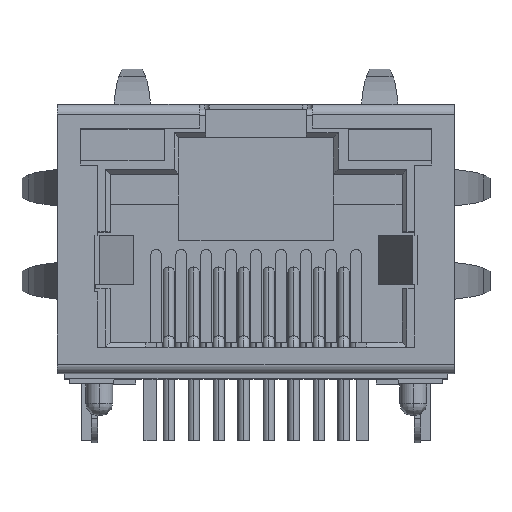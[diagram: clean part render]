
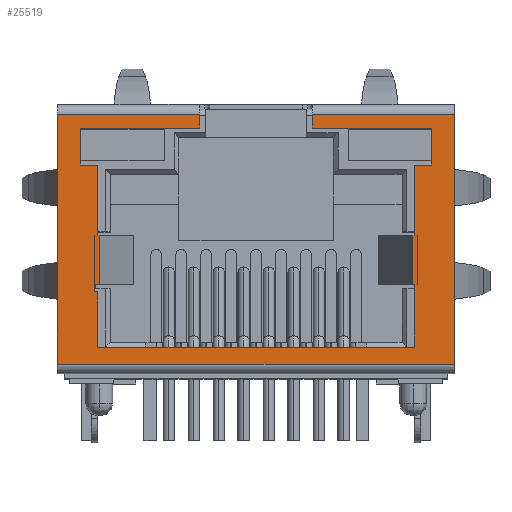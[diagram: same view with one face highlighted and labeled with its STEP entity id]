
A CAD part, top view. The second image highlights one B-rep face of the part: STEP entity #25519.
In plain terms, the highlighted planar face has unit normal (0, 0, 1).
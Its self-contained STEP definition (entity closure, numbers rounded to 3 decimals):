
#20493=DIRECTION('',(0.,-1.,0.));
#20494=VECTOR('',#20493,10.2);
#20495=CARTESIAN_POINT('',(280.782,58.602,-0.2));
#20496=LINE('',#20495,#20494);
#20850=DIRECTION('',(1.,0.,0.));
#20851=VECTOR('',#20850,4.869);
#20852=CARTESIAN_POINT('',(265.513,58.034,-0.2));
#20853=LINE('',#20852,#20851);
#20862=DIRECTION('',(0.,-1.,0.));
#20863=VECTOR('',#20862,1.506);
#20864=CARTESIAN_POINT('',(265.513,58.034,-0.2));
#20865=LINE('',#20864,#20863);
#20866=DIRECTION('',(1.,0.,0.));
#20867=VECTOR('',#20866,0.719);
#20868=CARTESIAN_POINT('',(265.513,56.528,-0.2));
#20869=LINE('',#20868,#20867);
#20870=DIRECTION('',(0.,1.,0.));
#20871=VECTOR('',#20870,2.);
#20872=CARTESIAN_POINT('',(266.303,51.652,
-0.2));
#20873=LINE('',#20872,#20871);
#20874=DIRECTION('',(1.,0.,0.));
#20875=VECTOR('',#20874,0.221);
#20876=CARTESIAN_POINT('',(266.082,51.652,
-0.2));
#20877=LINE('',#20876,#20875);
#20878=DIRECTION('',(0.,1.,0.));
#20879=VECTOR('',#20878,0.306);
#20880=CARTESIAN_POINT('',(266.082,51.346,-0.2));
#20881=LINE('',#20880,#20879);
#20882=DIRECTION('',(-1.,0.,0.));
#20883=VECTOR('',#20882,0.15);
#20884=CARTESIAN_POINT('',(266.232,51.346,-0.2));
#20885=LINE('',#20884,#20883);
#20886=DIRECTION('',(0.,-1.,0.));
#20887=VECTOR('',#20886,2.557);
#20888=CARTESIAN_POINT('',(279.142,51.652,-0.2));
#20889=LINE('',#20888,#20887);
#20890=DIRECTION('',(1.,0.,0.));
#20891=VECTOR('',#20890,0.081);
#20892=CARTESIAN_POINT('',(279.061,51.652,
-0.2));
#20893=LINE('',#20892,#20891);
#20894=DIRECTION('',(0.,-1.,0.));
#20895=VECTOR('',#20894,2.875);
#20896=CARTESIAN_POINT('',(279.142,56.528,-0.2));
#20897=LINE('',#20896,#20895);
#20898=DIRECTION('',(1.,0.,0.));
#20899=VECTOR('',#20898,0.7);
#20900=CARTESIAN_POINT('',(279.142,56.528,-0.2));
#20901=LINE('',#20900,#20899);
#20902=DIRECTION('',(0.,1.,0.));
#20903=VECTOR('',#20902,1.506);
#20904=CARTESIAN_POINT('',(279.842,56.528,-0.2));
#20905=LINE('',#20904,#20903);
#20906=DIRECTION('',(0.,-1.,0.));
#20907=VECTOR('',#20906,10.2);
#20908=CARTESIAN_POINT('',(264.582,58.602,-0.2));
#20909=LINE('',#20908,#20907);
#20922=DIRECTION('',(0.,-1.,0.));
#20923=VECTOR('',#20922,2.875);
#20924=CARTESIAN_POINT('',(266.232,56.528,-0.2));
#20925=LINE('',#20924,#20923);
#20938=DIRECTION('',(1.,0.,0.));
#20939=VECTOR('',#20938,0.071);
#20940=CARTESIAN_POINT('',(266.232,53.652,-0.2));
#20941=LINE('',#20940,#20939);
#20982=DIRECTION('',(0.,-1.,0.));
#20983=VECTOR('',#20982,2.25);
#20984=CARTESIAN_POINT('',(266.232,51.346,-0.2));
#20985=LINE('',#20984,#20983);
#20990=DIRECTION('',(1.,0.,0.));
#20991=VECTOR('',#20990,12.91);
#20992=CARTESIAN_POINT('',(266.232,49.096,-0.2));
#20993=LINE('',#20992,#20991);
#21066=DIRECTION('',(1.,0.,0.));
#21067=VECTOR('',#21066,0.081);
#21068=CARTESIAN_POINT('',(279.061,53.652,
-0.2));
#21069=LINE('',#21068,#21067);
#21094=DIRECTION('',(1.,0.,0.));
#21095=VECTOR('',#21094,4.86);
#21096=CARTESIAN_POINT('',(274.982,58.034,-0.2));
#21097=LINE('',#21096,#21095);
#21128=DIRECTION('',(0.,1.,0.));
#21129=VECTOR('',#21128,0.568);
#21130=CARTESIAN_POINT('',(274.982,58.034,-0.2));
#21131=LINE('',#21130,#21129);
#21667=DIRECTION('',(1.,0.,0.));
#21668=VECTOR('',#21667,5.8);
#21669=CARTESIAN_POINT('',(264.582,58.602,-0.2));
#21670=LINE('',#21669,#21668);
#21685=DIRECTION('',(0.,-1.,0.));
#21686=VECTOR('',#21685,0.568);
#21687=CARTESIAN_POINT('',(270.382,58.602,
-0.2));
#21688=LINE('',#21687,#21686);
#23517=DIRECTION('',(-1.,0.,0.));
#23518=VECTOR('',#23517,16.2);
#23519=CARTESIAN_POINT('',(280.782,48.402,-0.2));
#23520=LINE('',#23519,#23518);
#23565=DIRECTION('',(1.,0.,0.));
#23566=VECTOR('',#23565,5.8);
#23567=CARTESIAN_POINT('',(274.982,58.602,
-0.2));
#23568=LINE('',#23567,#23566);
#23623=DIRECTION('',(0.,1.,0.));
#23624=VECTOR('',#23623,2.);
#23625=CARTESIAN_POINT('',(279.061,51.652,
-0.2));
#23626=LINE('',#23625,#23624);
#23667=CARTESIAN_POINT('',(270.382,58.602,
-0.2));
#23668=CARTESIAN_POINT('',(270.382,58.034,-0.2));
#23669=VERTEX_POINT('',#23667);
#23670=VERTEX_POINT('',#23668);
#23671=CARTESIAN_POINT('',(264.582,58.602,-0.2));
#23672=VERTEX_POINT('',#23671);
#23673=CARTESIAN_POINT('',(264.582,48.402,-0.2));
#23674=VERTEX_POINT('',#23673);
#23675=CARTESIAN_POINT('',(280.782,48.402,-0.2));
#23676=VERTEX_POINT('',#23675);
#23677=CARTESIAN_POINT('',(280.782,58.602,-0.2));
#23678=VERTEX_POINT('',#23677);
#23679=CARTESIAN_POINT('',(274.982,58.602,
-0.2));
#23680=VERTEX_POINT('',#23679);
#23681=CARTESIAN_POINT('',(274.982,58.034,-0.2));
#23682=VERTEX_POINT('',#23681);
#23683=CARTESIAN_POINT('',(279.061,53.652,
-0.2));
#23684=CARTESIAN_POINT('',(279.142,53.652,-0.2));
#23685=VERTEX_POINT('',#23683);
#23686=VERTEX_POINT('',#23684);
#23687=CARTESIAN_POINT('',(279.061,51.652,
-0.2));
#23688=VERTEX_POINT('',#23687);
#23689=CARTESIAN_POINT('',(279.142,51.652,-0.2));
#23690=VERTEX_POINT('',#23689);
#23691=CARTESIAN_POINT('',(279.142,49.096,-0.2));
#23692=VERTEX_POINT('',#23691);
#23693=CARTESIAN_POINT('',(266.232,49.096,-0.2));
#23694=VERTEX_POINT('',#23693);
#23695=CARTESIAN_POINT('',(266.232,51.346,-0.2));
#23696=VERTEX_POINT('',#23695);
#23697=CARTESIAN_POINT('',(266.082,51.346,-0.2));
#23698=VERTEX_POINT('',#23697);
#23699=CARTESIAN_POINT('',(266.082,51.652,
-0.2));
#23700=VERTEX_POINT('',#23699);
#23701=CARTESIAN_POINT('',(266.303,51.652,
-0.2));
#23702=VERTEX_POINT('',#23701);
#23703=CARTESIAN_POINT('',(266.303,53.652,
-0.2));
#23704=VERTEX_POINT('',#23703);
#23705=CARTESIAN_POINT('',(266.232,53.652,-0.2));
#23706=VERTEX_POINT('',#23705);
#24300=CARTESIAN_POINT('',(265.513,58.034,-0.2));
#24301=CARTESIAN_POINT('',(265.513,56.528,-0.2));
#24302=VERTEX_POINT('',#24300);
#24303=VERTEX_POINT('',#24301);
#24304=CARTESIAN_POINT('',(266.232,56.528,-0.2));
#24305=VERTEX_POINT('',#24304);
#24306=CARTESIAN_POINT('',(279.142,56.528,-0.2));
#24307=CARTESIAN_POINT('',(279.842,56.528,-0.2));
#24308=VERTEX_POINT('',#24306);
#24309=VERTEX_POINT('',#24307);
#24310=CARTESIAN_POINT('',(279.842,58.034,-0.2));
#24311=VERTEX_POINT('',#24310);
#25463=CARTESIAN_POINT('',(264.258,48.198,-0.2));
#25464=DIRECTION('',(0.,0.,-1.));
#25465=DIRECTION('',(0.,1.,0.));
#25466=AXIS2_PLACEMENT_3D('',#25463,#25464,#25465);
#25467=PLANE('',#25466);
#25468=ORIENTED_EDGE('',*,*,#25442,.F.);
#25469=ORIENTED_EDGE('',*,*,#25454,.T.);
#25471=ORIENTED_EDGE('',*,*,#25470,.T.);
#25473=ORIENTED_EDGE('',*,*,#25472,.T.);
#25475=ORIENTED_EDGE('',*,*,#25474,.T.);
#25477=ORIENTED_EDGE('',*,*,#25476,.F.);
#25479=ORIENTED_EDGE('',*,*,#25478,.F.);
#25481=ORIENTED_EDGE('',*,*,#25480,.F.);
#25483=ORIENTED_EDGE('',*,*,#25482,.F.);
#25485=ORIENTED_EDGE('',*,*,#25484,.T.);
#25487=ORIENTED_EDGE('',*,*,#25486,.T.);
#25489=ORIENTED_EDGE('',*,*,#25488,.F.);
#25491=ORIENTED_EDGE('',*,*,#25490,.F.);
#25493=ORIENTED_EDGE('',*,*,#25492,.T.);
#25495=ORIENTED_EDGE('',*,*,#25494,.T.);
#25497=ORIENTED_EDGE('',*,*,#25496,.F.);
#25499=ORIENTED_EDGE('',*,*,#25498,.T.);
#25501=ORIENTED_EDGE('',*,*,#25500,.T.);
#25503=ORIENTED_EDGE('',*,*,#25502,.F.);
#25505=ORIENTED_EDGE('',*,*,#25504,.T.);
#25507=ORIENTED_EDGE('',*,*,#25506,.T.);
#25508=ORIENTED_EDGE('',*,*,#24887,.T.);
#25510=ORIENTED_EDGE('',*,*,#25509,.T.);
#25512=ORIENTED_EDGE('',*,*,#25511,.F.);
#25514=ORIENTED_EDGE('',*,*,#25513,.T.);
#25516=ORIENTED_EDGE('',*,*,#25515,.T.);
#25517=EDGE_LOOP('',(#25468,#25469,#25471,#25473,#25475,#25477,#25479,#25481,
#25483,#25485,#25487,#25489,#25491,#25493,#25495,#25497,#25499,#25501,#25503,
#25505,#25507,#25508,#25510,#25512,#25514,#25516));
#25518=FACE_OUTER_BOUND('',#25517,.F.);
#25519=ADVANCED_FACE('',(#25518),#25467,.F.);
#24887=EDGE_CURVE('',#23678,#23676,#20496,.T.);
#25442=EDGE_CURVE('',#24302,#23670,#20853,.T.);
#25454=EDGE_CURVE('',#24302,#24303,#20865,.T.);
#25470=EDGE_CURVE('',#24303,#24305,#20869,.T.);
#25472=EDGE_CURVE('',#24305,#23706,#20925,.T.);
#25474=EDGE_CURVE('',#23706,#23704,#20941,.T.);
#25476=EDGE_CURVE('',#23702,#23704,#20873,.T.);
#25478=EDGE_CURVE('',#23700,#23702,#20877,.T.);
#25480=EDGE_CURVE('',#23698,#23700,#20881,.T.);
#25482=EDGE_CURVE('',#23696,#23698,#20885,.T.);
#25484=EDGE_CURVE('',#23696,#23694,#20985,.T.);
#25486=EDGE_CURVE('',#23694,#23692,#20993,.T.);
#25488=EDGE_CURVE('',#23690,#23692,#20889,.T.);
#25490=EDGE_CURVE('',#23688,#23690,#20893,.T.);
#25492=EDGE_CURVE('',#23688,#23685,#23626,.T.);
#25494=EDGE_CURVE('',#23685,#23686,#21069,.T.);
#25496=EDGE_CURVE('',#24308,#23686,#20897,.T.);
#25498=EDGE_CURVE('',#24308,#24309,#20901,.T.);
#25500=EDGE_CURVE('',#24309,#24311,#20905,.T.);
#25502=EDGE_CURVE('',#23682,#24311,#21097,.T.);
#25504=EDGE_CURVE('',#23682,#23680,#21131,.T.);
#25506=EDGE_CURVE('',#23680,#23678,#23568,.T.);
#25509=EDGE_CURVE('',#23676,#23674,#23520,.T.);
#25511=EDGE_CURVE('',#23672,#23674,#20909,.T.);
#25513=EDGE_CURVE('',#23672,#23669,#21670,.T.);
#25515=EDGE_CURVE('',#23669,#23670,#21688,.T.);
